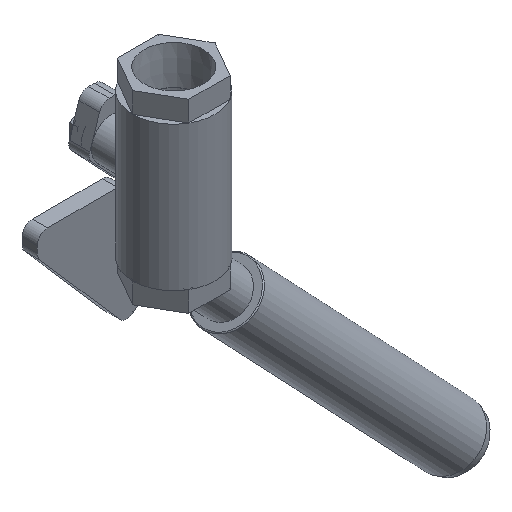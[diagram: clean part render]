
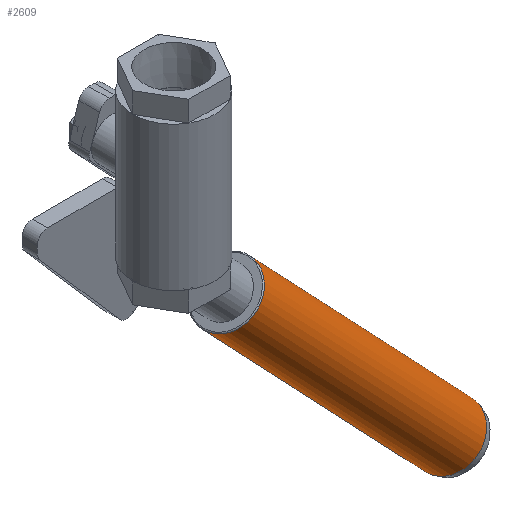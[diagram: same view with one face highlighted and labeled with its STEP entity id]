
A CAD part, isometric view. The second image highlights one B-rep face of the part: STEP entity #2609.
In plain terms, the highlighted cylindrical face has radius 9.525 mm (diameter 19.05 mm), a full revolution.
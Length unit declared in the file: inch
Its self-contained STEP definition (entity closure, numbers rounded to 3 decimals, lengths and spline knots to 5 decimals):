
#2567=CARTESIAN_POINT('',(1.23839,0.875,-3.82252));
#2568=VERTEX_POINT('',#2567);
#2569=CARTESIAN_POINT('',(1.51049,0.875,-3.56448));
#2570=DIRECTION('',(-0.688,0.0,0.726));
#2571=DIRECTION('',(0.726,0.0,0.688));
#2572=AXIS2_PLACEMENT_3D('',#2569,#2570,#2571);
#2573=CIRCLE('',#2572,0.375);
#2574=EDGE_CURVE('',#2568,#2568,#2573,.T.);
#2590=CARTESIAN_POINT('',(1.50189,0.875,-3.55541));
#2591=DIRECTION('',(0.688,0.0,-0.726));
#2592=DIRECTION('',(0.726,0.0,0.688));
#2593=AXIS2_PLACEMENT_3D('',#2590,#2591,#2592);
#2594=CYLINDRICAL_SURFACE('',#2593,0.375);
#2595=CARTESIAN_POINT('',(3.93409,0.875,-6.66505));
#2596=VERTEX_POINT('',#2595);
#2597=CARTESIAN_POINT('',(4.20619,0.875,-6.40701));
#2598=DIRECTION('',(0.688,0.0,-0.726));
#2599=DIRECTION('',(0.726,0.0,0.688));
#2600=AXIS2_PLACEMENT_3D('',#2597,#2598,#2599);
#2601=CIRCLE('',#2600,0.375);
#2602=EDGE_CURVE('',#2596,#2596,#2601,.T.);
#2603=ORIENTED_EDGE('',*,*,#2602,.F.);
#2604=EDGE_LOOP('',(#2603));
#2605=FACE_OUTER_BOUND('',#2604,.T.);
#2606=ORIENTED_EDGE('',*,*,#2574,.F.);
#2607=EDGE_LOOP('',(#2606));
#2608=FACE_BOUND('',#2607,.T.);
#2609=ADVANCED_FACE('',(#2605,#2608),#2594,.T.);
